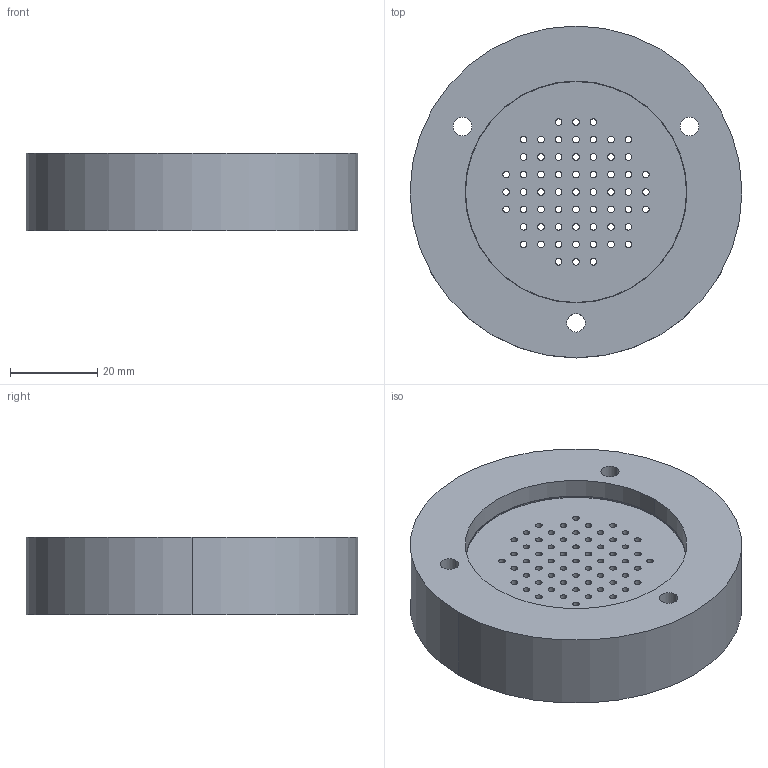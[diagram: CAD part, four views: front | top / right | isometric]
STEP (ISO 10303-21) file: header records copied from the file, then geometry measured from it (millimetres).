
FILE_DESCRIPTION (( 'STEP AP214' ), '1' );
FILE_NAME ('Assemblage_V2.STEP', '2023-03-04T04:28:48', ( '' ), ( '' ), 'SwSTEP 2.0', 'SolidWorks 2022', '' );
FILE_SCHEMA (( 'AUTOMOTIVE_DESIGN' ));
Length unit declared in the file: millimetre
Products named in the file (1): Assemblage_V2
Bounding box: 76 x 76 x 17.65 mm (x, y, z)
Volume: 42108.6 mm3; surface area: 17414.8 mm2
Topology: 1 solids, 1 shells, 153 faces, 438 edges, 287 vertices
Faces by surface type: cylinder 142, cone 6, plane 5
Entity records: 5416 total; most frequent: DIRECTION 1024, CARTESIAN_POINT 873, ORIENTED_EDGE 864, AXIS2_PLACEMENT_3D 438, EDGE_CURVE 432, EDGE_LOOP 287, VERTEX_POINT 287, CIRCLE 284
